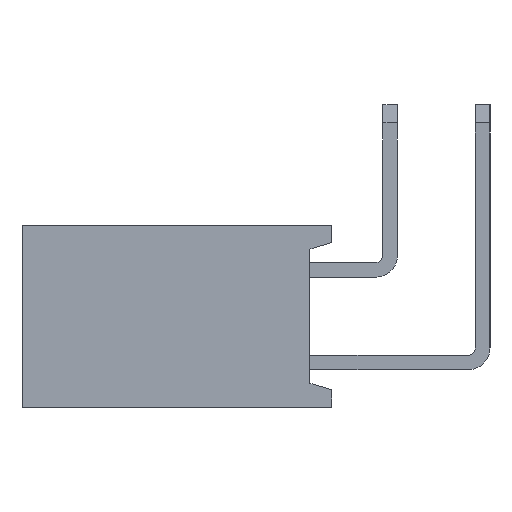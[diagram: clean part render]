
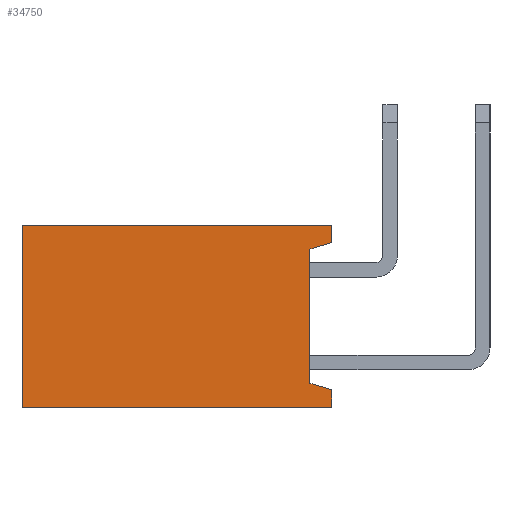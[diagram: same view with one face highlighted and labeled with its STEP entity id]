
A CAD part, left-side view. The second image highlights one B-rep face of the part: STEP entity #34750.
In plain terms, the highlighted planar face has unit normal (-1, 0, 0).
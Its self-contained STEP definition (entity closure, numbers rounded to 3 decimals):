
#34040=CARTESIAN_POINT('',(18.85,-0.17,-2.6));
#34050=DIRECTION('',(-1.,0.,0.));
#34060=DIRECTION('',(0.,1.,0.));
#34070=AXIS2_PLACEMENT_3D('',#34040,#34050,#34060);
#34080=PLANE('',#34070);
#34090=CARTESIAN_POINT('',(18.85,0.,-2.5));
#34100=DIRECTION('',(0.,-1.,0.));
#34110=VECTOR('',#34100,1.);
#34120=LINE('',#34090,#34110);
#34130=CARTESIAN_POINT('',(18.85,8.5,-2.5));
#34140=VERTEX_POINT('',#34130);
#34150=CARTESIAN_POINT('',(18.85,0.,-2.5));
#34160=VERTEX_POINT('',#34150);
#34170=EDGE_CURVE('',#34140,#34160,#34120,.T.);
#34180=ORIENTED_EDGE('',*,*,#34170,.T.);
#34190=CARTESIAN_POINT('',(18.85,8.5,0.));
#34200=DIRECTION('',(0.,0.,-1.));
#34210=VECTOR('',#34200,1.);
#34220=LINE('',#34190,#34210);
#34230=CARTESIAN_POINT('',(18.85,8.5,2.5));
#34240=VERTEX_POINT('',#34230);
#34250=EDGE_CURVE('',#34240,#34140,#34220,.T.);
#34260=ORIENTED_EDGE('',*,*,#34250,.T.);
#34270=CARTESIAN_POINT('',(18.85,0.,2.5));
#34280=DIRECTION('',(0.,1.,0.));
#34290=VECTOR('',#34280,1.);
#34300=LINE('',#34270,#34290);
#34310=CARTESIAN_POINT('',(18.85,0.,2.5));
#34320=VERTEX_POINT('',#34310);
#34330=EDGE_CURVE('',#34320,#34240,#34300,.T.);
#34340=ORIENTED_EDGE('',*,*,#34330,.T.);
#34350=CARTESIAN_POINT('',(18.85,0.,0.));
#34360=DIRECTION('',(0.,0.,1.));
#34370=VECTOR('',#34360,1.);
#34380=LINE('',#34350,#34370);
#34390=CARTESIAN_POINT('',(18.85,0.,2.02));
#34400=VERTEX_POINT('',#34390);
#34410=EDGE_CURVE('',#34400,#34320,#34380,.T.);
#34420=ORIENTED_EDGE('',*,*,#34410,.T.);
#34430=CARTESIAN_POINT('',(18.85,0.,2.02));
#34440=DIRECTION('',(0.,-0.958,0.287));
#34450=VECTOR('',#34440,1.);
#34460=LINE('',#34430,#34450);
#34470=CARTESIAN_POINT('',(18.85,0.6,1.84));
#34480=VERTEX_POINT('',#34470);
#34490=EDGE_CURVE('',#34480,#34400,#34460,.T.);
#34500=ORIENTED_EDGE('',*,*,#34490,.T.);
#34510=CARTESIAN_POINT('',(18.85,0.6,0.));
#34520=DIRECTION('',(0.,0.,1.));
#34530=VECTOR('',#34520,1.);
#34540=LINE('',#34510,#34530);
#34550=CARTESIAN_POINT('',(18.85,0.6,-1.84));
#34560=VERTEX_POINT('',#34550);
#34570=EDGE_CURVE('',#34560,#34480,#34540,.T.);
#34580=ORIENTED_EDGE('',*,*,#34570,.T.);
#34590=CARTESIAN_POINT('',(18.85,0.,-2.02));
#34600=DIRECTION('',(0.,0.958,0.287));
#34610=VECTOR('',#34600,1.);
#34620=LINE('',#34590,#34610);
#34630=CARTESIAN_POINT('',(18.85,0.,-2.02));
#34640=VERTEX_POINT('',#34630);
#34650=EDGE_CURVE('',#34640,#34560,#34620,.T.);
#34660=ORIENTED_EDGE('',*,*,#34650,.T.);
#34670=CARTESIAN_POINT('',(18.85,0.,0.));
#34680=DIRECTION('',(0.,0.,1.));
#34690=VECTOR('',#34680,1.);
#34700=LINE('',#34670,#34690);
#34710=EDGE_CURVE('',#34160,#34640,#34700,.T.);
#34720=ORIENTED_EDGE('',*,*,#34710,.T.);
#34730=EDGE_LOOP('',(#34720,#34660,#34580,#34500,#34420,#34340,#34260,
#34180));
#34740=FACE_OUTER_BOUND('',#34730,.T.);
#34750=ADVANCED_FACE('',(#34740),#34080,.T.);
